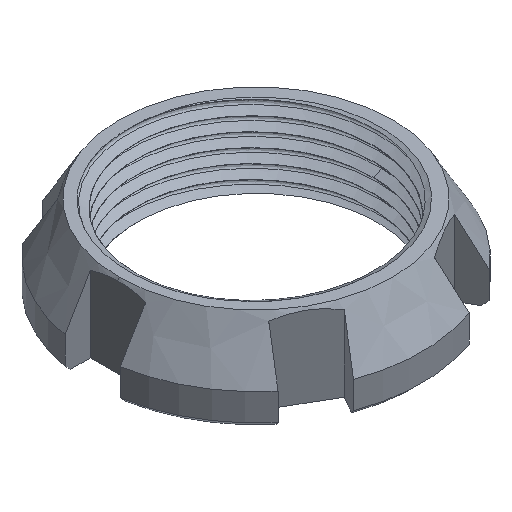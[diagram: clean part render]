
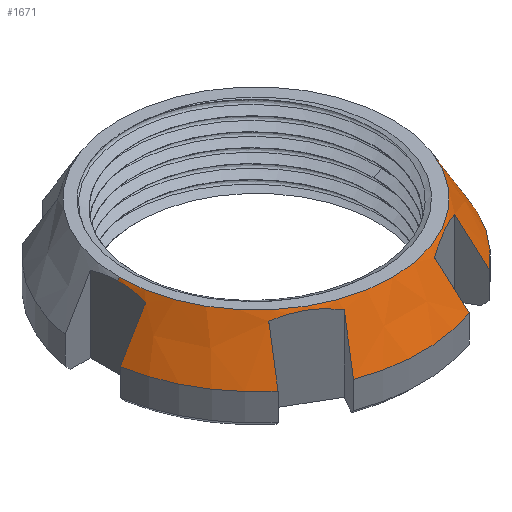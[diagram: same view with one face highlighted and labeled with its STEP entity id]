
A CAD part, isometric view. The second image highlights one B-rep face of the part: STEP entity #1671.
In plain terms, the highlighted conical face has half-angle 30 degrees and reference radius 0.577 mm.
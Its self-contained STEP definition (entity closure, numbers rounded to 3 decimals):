
#1131=CARTESIAN_POINT('',(5.,0.,2.913));
#1132=VERTEX_POINT('',#1131);
#1133=CARTESIAN_POINT('',(4.95,0.,3.));
#1134=VERTEX_POINT('',#1133);
#1135=CARTESIAN_POINT('',(5.,0.,2.913));
#1136=DIRECTION('',(-0.5,0.,0.866));
#1137=VECTOR('',#1136,0.1);
#1138=LINE('',#1135,#1137);
#1139=EDGE_CURVE('',#1132,#1134,#1138,.T.);
#1279=CARTESIAN_POINT('',(-5.,0.,2.913));
#1280=VERTEX_POINT('',#1279);
#1294=CARTESIAN_POINT('',(-4.95,0.,3.));
#1295=VERTEX_POINT('',#1294);
#1296=CARTESIAN_POINT('',(-5.,0.,2.913));
#1297=DIRECTION('',(0.5,0.,0.866));
#1298=VECTOR('',#1297,0.1);
#1299=LINE('',#1296,#1298);
#1300=EDGE_CURVE('',#1280,#1295,#1299,.T.);
#1456=CARTESIAN_POINT('',(0.0,0.,3.));
#1457=DIRECTION('',(0.0,0.0,-1.0));
#1458=DIRECTION('',(-1.0,0.0,0.0));
#1459=AXIS2_PLACEMENT_3D('',#1456,#1457,#1458);
#1460=CIRCLE('',#1459,4.95);
#1461=EDGE_CURVE('',#1134,#1295,#1460,.T.);
#1510=CARTESIAN_POINT('',(0.0,0.,10.574));
#1511=DIRECTION('',(0.,0.,-1.0));
#1512=DIRECTION('',(1.0,0.0,0.0));
#1513=AXIS2_PLACEMENT_3D('',#1510,#1511,#1512);
#1514=CONICAL_SURFACE('',#1513,0.577,30.);
#1515=ORIENTED_EDGE('',*,*,#1139,.T.);
#1516=ORIENTED_EDGE('',*,*,#1461,.T.);
#1517=ORIENTED_EDGE('',*,*,#1300,.F.);
#1518=CARTESIAN_POINT('',(-5.,-1.,2.742));
#1519=VERTEX_POINT('',#1518);
#1520=CARTESIAN_POINT('',(-5.,-4.519,-0.1));
#1521=CARTESIAN_POINT('',(-5.,0.,5.149));
#1522=CARTESIAN_POINT('',(-5.,4.519,-0.1));
#1530=(BOUNDED_CURVE()B_SPLINE_CURVE(2,(#1520,#1521,#1522),.UNSPECIFIED.,.F.,.U.)B_SPLINE_CURVE_WITH_KNOTS((3,3),(0.0,10.864),.UNSPECIFIED.)CURVE()GEOMETRIC_REPRESENTATION_ITEM()RATIONAL_B_SPLINE_CURVE((1.0,1.348,1.0))REPRESENTATION_ITEM(''));
#1531=EDGE_CURVE('',#1519,#1280,#1530,.T.);
#1532=ORIENTED_EDGE('',*,*,#1531,.F.);
#1533=CARTESIAN_POINT('',(-5.916,-1.0,1.181));
#1534=VERTEX_POINT('',#1533);
#1535=CARTESIAN_POINT('',(-5.,-1.,2.742));
#1536=CARTESIAN_POINT('',(-5.097,-1.,2.577));
#1537=CARTESIAN_POINT('',(-5.294,-1.,2.241));
#1538=CARTESIAN_POINT('',(-5.6,-1.0,1.721));
#1539=CARTESIAN_POINT('',(-5.81,-1.0,1.363));
#1540=CARTESIAN_POINT('',(-5.916,-1.0,1.181));
#1541=B_SPLINE_CURVE_WITH_KNOTS('',3,(#1535,#1536,#1537,#1538,#1539,#1540),.UNSPECIFIED.,.F.,.U.,(4,1,1,4),(0.0,0.333,0.667,1.0),.UNSPECIFIED.);
#1542=EDGE_CURVE('',#1519,#1534,#1541,.T.);
#1543=ORIENTED_EDGE('',*,*,#1542,.T.);
#1544=CARTESIAN_POINT('',(-3.824,-4.623,1.181));
#1545=VERTEX_POINT('',#1544);
#1546=CARTESIAN_POINT('',(0.0,0.0,1.181));
#1547=DIRECTION('',(0.,0.,1.0));
#1548=DIRECTION('',(-0.986,-0.167,0.));
#1549=AXIS2_PLACEMENT_3D('',#1546,#1547,#1548);
#1550=CIRCLE('',#1549,6.0);
#1551=EDGE_CURVE('',#1534,#1545,#1550,.T.);
#1552=ORIENTED_EDGE('',*,*,#1551,.T.);
#1553=CARTESIAN_POINT('',(-3.366,-3.83,2.742));
#1554=VERTEX_POINT('',#1553);
#1555=CARTESIAN_POINT('',(-3.824,-4.623,1.181));
#1556=CARTESIAN_POINT('',(-3.771,-4.531,1.363));
#1557=CARTESIAN_POINT('',(-3.666,-4.349,1.721));
#1558=CARTESIAN_POINT('',(-3.513,-4.085,2.241));
#1559=CARTESIAN_POINT('',(-3.415,-3.914,2.577));
#1560=CARTESIAN_POINT('',(-3.366,-3.83,2.742));
#1561=B_SPLINE_CURVE_WITH_KNOTS('',3,(#1555,#1556,#1557,#1558,#1559,#1560),.UNSPECIFIED.,.F.,.U.,(4,1,1,4),(0.0,0.333,0.667,1.0),.UNSPECIFIED.);
#1562=EDGE_CURVE('',#1545,#1554,#1561,.T.);
#1563=ORIENTED_EDGE('',*,*,#1562,.T.);
#1564=CARTESIAN_POINT('',(-1.634,-4.83,2.742));
#1565=VERTEX_POINT('',#1564);
#1566=CARTESIAN_POINT('',(1.414,-6.59,-0.1));
#1567=CARTESIAN_POINT('',(-2.5,-4.33,5.149));
#1568=CARTESIAN_POINT('',(-6.414,-2.07,-0.1));
#1576=(BOUNDED_CURVE()B_SPLINE_CURVE(2,(#1566,#1567,#1568),.UNSPECIFIED.,.F.,.U.)B_SPLINE_CURVE_WITH_KNOTS((3,3),(0.0,10.864),.UNSPECIFIED.)CURVE()GEOMETRIC_REPRESENTATION_ITEM()RATIONAL_B_SPLINE_CURVE((1.0,1.348,1.0))REPRESENTATION_ITEM(''));
#1577=EDGE_CURVE('',#1565,#1554,#1576,.T.);
#1578=ORIENTED_EDGE('',*,*,#1577,.F.);
#1579=CARTESIAN_POINT('',(-2.092,-5.623,1.181));
#1580=VERTEX_POINT('',#1579);
#1581=CARTESIAN_POINT('',(-1.634,-4.83,2.742));
#1582=CARTESIAN_POINT('',(-1.683,-4.914,2.577));
#1583=CARTESIAN_POINT('',(-1.781,-5.085,2.241));
#1584=CARTESIAN_POINT('',(-1.934,-5.349,1.721));
#1585=CARTESIAN_POINT('',(-2.039,-5.531,1.363));
#1586=CARTESIAN_POINT('',(-2.092,-5.623,1.181));
#1587=B_SPLINE_CURVE_WITH_KNOTS('',3,(#1581,#1582,#1583,#1584,#1585,#1586),.UNSPECIFIED.,.F.,.U.,(4,1,1,4),(0.0,0.333,0.667,1.0),.UNSPECIFIED.);
#1588=EDGE_CURVE('',#1565,#1580,#1587,.T.);
#1589=ORIENTED_EDGE('',*,*,#1588,.T.);
#1590=CARTESIAN_POINT('',(2.092,-5.623,1.181));
#1591=VERTEX_POINT('',#1590);
#1592=CARTESIAN_POINT('',(0.0,0.0,1.181));
#1593=DIRECTION('',(0.,0.,1.0));
#1594=DIRECTION('',(-0.349,-0.937,0.));
#1595=AXIS2_PLACEMENT_3D('',#1592,#1593,#1594);
#1596=CIRCLE('',#1595,6.);
#1597=EDGE_CURVE('',#1580,#1591,#1596,.T.);
#1598=ORIENTED_EDGE('',*,*,#1597,.T.);
#1599=CARTESIAN_POINT('',(1.634,-4.83,2.742));
#1600=VERTEX_POINT('',#1599);
#1601=CARTESIAN_POINT('',(2.092,-5.623,1.181));
#1602=CARTESIAN_POINT('',(2.039,-5.531,1.363));
#1603=CARTESIAN_POINT('',(1.934,-5.349,1.721));
#1604=CARTESIAN_POINT('',(1.781,-5.085,2.241));
#1605=CARTESIAN_POINT('',(1.683,-4.914,2.577));
#1606=CARTESIAN_POINT('',(1.634,-4.83,2.742));
#1607=B_SPLINE_CURVE_WITH_KNOTS('',3,(#1601,#1602,#1603,#1604,#1605,#1606),.UNSPECIFIED.,.F.,.U.,(4,1,1,4),(0.0,0.333,0.667,1.0),.UNSPECIFIED.);
#1608=EDGE_CURVE('',#1591,#1600,#1607,.T.);
#1609=ORIENTED_EDGE('',*,*,#1608,.T.);
#1610=CARTESIAN_POINT('',(3.366,-3.83,2.742));
#1611=VERTEX_POINT('',#1610);
#1612=CARTESIAN_POINT('',(6.414,-2.07,-0.1));
#1613=CARTESIAN_POINT('',(2.5,-4.33,5.149));
#1614=CARTESIAN_POINT('',(-1.414,-6.59,-0.1));
#1622=(BOUNDED_CURVE()B_SPLINE_CURVE(2,(#1612,#1613,#1614),.UNSPECIFIED.,.F.,.U.)B_SPLINE_CURVE_WITH_KNOTS((3,3),(0.0,10.864),.UNSPECIFIED.)CURVE()GEOMETRIC_REPRESENTATION_ITEM()RATIONAL_B_SPLINE_CURVE((1.0,1.348,1.0))REPRESENTATION_ITEM(''));
#1623=EDGE_CURVE('',#1611,#1600,#1622,.T.);
#1624=ORIENTED_EDGE('',*,*,#1623,.F.);
#1625=CARTESIAN_POINT('',(3.824,-4.623,1.181));
#1626=VERTEX_POINT('',#1625);
#1627=CARTESIAN_POINT('',(3.366,-3.83,2.742));
#1628=CARTESIAN_POINT('',(3.415,-3.914,2.577));
#1629=CARTESIAN_POINT('',(3.513,-4.085,2.241));
#1630=CARTESIAN_POINT('',(3.666,-4.349,1.721));
#1631=CARTESIAN_POINT('',(3.771,-4.531,1.363));
#1632=CARTESIAN_POINT('',(3.824,-4.623,1.181));
#1633=B_SPLINE_CURVE_WITH_KNOTS('',3,(#1627,#1628,#1629,#1630,#1631,#1632),.UNSPECIFIED.,.F.,.U.,(4,1,1,4),(0.0,0.333,0.667,1.0),.UNSPECIFIED.);
#1634=EDGE_CURVE('',#1611,#1626,#1633,.T.);
#1635=ORIENTED_EDGE('',*,*,#1634,.T.);
#1636=CARTESIAN_POINT('',(5.916,-1.0,1.181));
#1637=VERTEX_POINT('',#1636);
#1638=CARTESIAN_POINT('',(0.0,0.0,1.181));
#1639=DIRECTION('',(0.,0.,1.0));
#1640=DIRECTION('',(0.637,-0.771,0.));
#1641=AXIS2_PLACEMENT_3D('',#1638,#1639,#1640);
#1642=CIRCLE('',#1641,6.0);
#1643=EDGE_CURVE('',#1626,#1637,#1642,.T.);
#1644=ORIENTED_EDGE('',*,*,#1643,.T.);
#1645=CARTESIAN_POINT('',(5.,-1.,2.742));
#1646=VERTEX_POINT('',#1645);
#1647=CARTESIAN_POINT('',(5.916,-1.0,1.181));
#1648=CARTESIAN_POINT('',(5.81,-1.0,1.363));
#1649=CARTESIAN_POINT('',(5.6,-1.0,1.721));
#1650=CARTESIAN_POINT('',(5.294,-1.,2.241));
#1651=CARTESIAN_POINT('',(5.097,-1.,2.577));
#1652=CARTESIAN_POINT('',(5.,-1.,2.742));
#1653=B_SPLINE_CURVE_WITH_KNOTS('',3,(#1647,#1648,#1649,#1650,#1651,#1652),.UNSPECIFIED.,.F.,.U.,(4,1,1,4),(0.0,0.333,0.667,1.0),.UNSPECIFIED.);
#1654=EDGE_CURVE('',#1637,#1646,#1653,.T.);
#1655=ORIENTED_EDGE('',*,*,#1654,.T.);
#1656=CARTESIAN_POINT('',(5.,4.519,-0.1));
#1657=CARTESIAN_POINT('',(5.,0.,5.149));
#1658=CARTESIAN_POINT('',(5.,-4.519,-0.1));
#1666=(BOUNDED_CURVE()B_SPLINE_CURVE(2,(#1656,#1657,#1658),.UNSPECIFIED.,.F.,.U.)B_SPLINE_CURVE_WITH_KNOTS((3,3),(0.0,10.864),.UNSPECIFIED.)CURVE()GEOMETRIC_REPRESENTATION_ITEM()RATIONAL_B_SPLINE_CURVE((1.0,1.348,1.0))REPRESENTATION_ITEM(''));
#1667=EDGE_CURVE('',#1132,#1646,#1666,.T.);
#1668=ORIENTED_EDGE('',*,*,#1667,.F.);
#1669=EDGE_LOOP('',(#1515,#1516,#1517,#1532,#1543,#1552,#1563,#1578,#1589,#1598,#1609,#1624,#1635,#1644,#1655,#1668));
#1670=FACE_OUTER_BOUND('',#1669,.T.);
#1671=ADVANCED_FACE('',(#1670),#1514,.T.);
